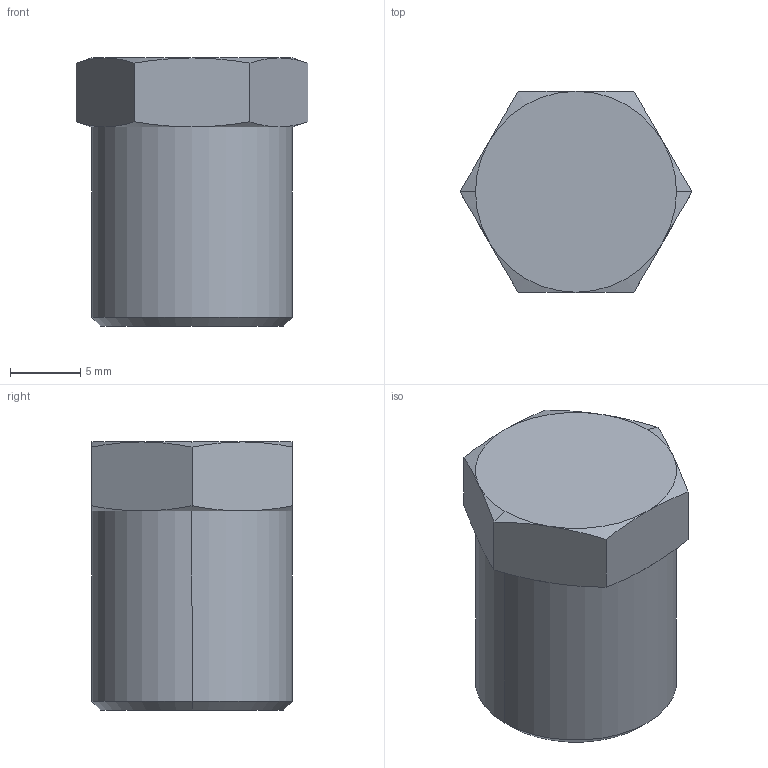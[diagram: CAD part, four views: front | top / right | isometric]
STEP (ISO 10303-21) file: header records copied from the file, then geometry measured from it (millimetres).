
FILE_DESCRIPTION((''),'2;1');
FILE_NAME('largeplug.stp','2002-01-15T18:32:08',('Administrator'),(''),'Autodesk Inventor (tm) 3.0','Autodesk Inventor (tm) 3.0','');
FILE_SCHEMA(('CONFIG_CONTROL_DESIGN'));
Length unit declared in the file: inch
Products named in the file (1): largeplug
Bounding box: 16.48 x 14.27 x 19.05 mm (x, y, z)
Volume: 2654.1 mm3; surface area: 1483.8 mm2
Topology: 1 solids, 1 shells, 33 faces, 68 edges, 38 vertices
Faces by surface type: cone 20, plane 9, cylinder 4
Entity records: 925 total; most frequent: CARTESIAN_POINT 188, DIRECTION 138, ORIENTED_EDGE 136, EDGE_CURVE 68, AXIS2_PLACEMENT_3D 60, VERTEX_POINT 38, EDGE_LOOP 34, FACE_OUTER_BOUND 33
